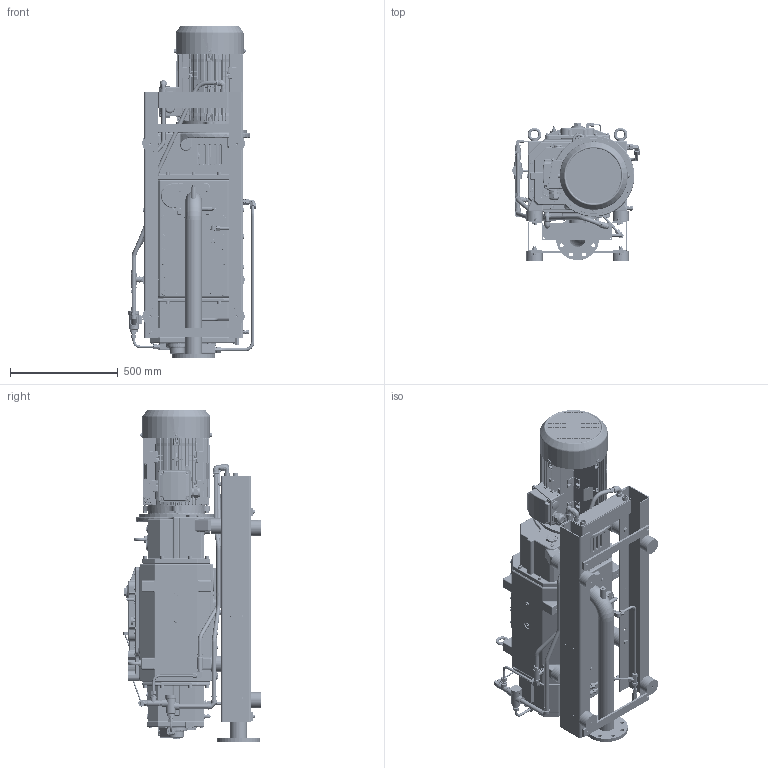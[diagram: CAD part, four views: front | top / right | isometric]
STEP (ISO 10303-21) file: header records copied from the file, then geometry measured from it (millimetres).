
FILE_DESCRIPTION(/* description */ (''),/* implementation_level */ '2;1');
FILE_NAME(/* name */ 'PU900054.stp',/* time_stamp */ '2020-05-28T15:55:55+02:00',/* author */ ('JOHLE'),/* organization */ (''),/* preprocessor_version */ 'ST-DEVELOPER v17',/* originating_system */ 'Autodesk Inventor 2018',/* authorisation */ '');
FILE_SCHEMA (('AUTOMOTIVE_DESIGN { 1 0 10303 214 3 1 1 }'));
Products named in the file (1): PU 900 054
Bounding box: 592.2 x 639.98 x 1540.48 mm (x, y, z)
Volume: 172997497.9 mm3; surface area: 6189086.8 mm2
Topology: 6 solids, 45 shells, 11695 faces, 29286 edges, 18417 vertices
Faces by surface type: plane 5718, cylinder 2617, bspline 1256, cone 1187, torus 600, sphere 317
Full cylindrical faces by diameter (mm): 2.5 x4, 3 x8, 3.987 x4, 4 x2, 4.6 x4, 5 x8, 6 x6, 6.3 x4, 6.5 x1, 6.7 x4, 6.8 x20, 7 x1, 7.5 x1, 7.8 x1, 8 x17, 9.5 x4, 10 x20, 10.106 x2, 10.2 x10, 11.768 x1, 11.96 x4, 12 x22, 13 x56, 14 x14, 14.287 x1, 14.63 x8, 15 x7, 15.5 x2, 16 x7, 16.5 x1
Entity records: 422525 total; most frequent: CARTESIAN_POINT 151976, ORIENTED_EDGE 58190, DIRECTION 54208, EDGE_CURVE 29095, AXIS2_PLACEMENT_3D 19584, VERTEX_POINT 18417, LINE 15040, VECTOR 15040
